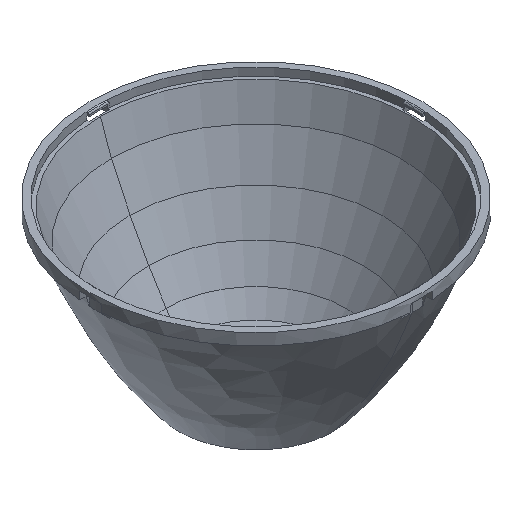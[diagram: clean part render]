
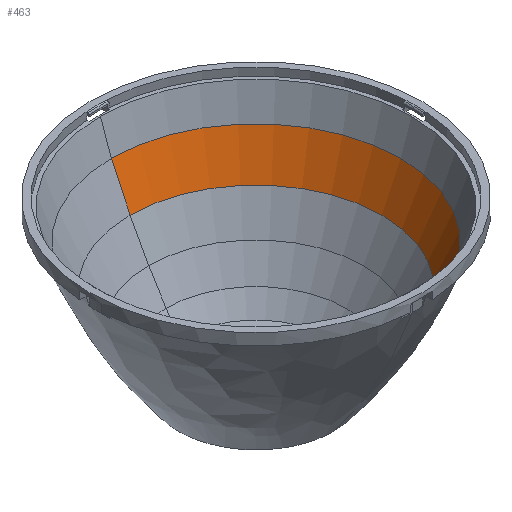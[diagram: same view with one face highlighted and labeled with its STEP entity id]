
A CAD part, isometric view. The second image highlights one B-rep face of the part: STEP entity #463.
In plain terms, the highlighted conical face has half-angle 25.182 degrees and reference radius 32.236 mm.
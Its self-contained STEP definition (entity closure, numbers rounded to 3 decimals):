
#86 = VERTEX_POINT ( 'NONE', #2129 ) ;
#275 = CARTESIAN_POINT ( 'NONE',  ( 0., 37.034, 32.079 ) ) ;
#320 = CONICAL_SURFACE ( 'NONE', #1803, 32.236, 0.44 ) ;
#328 = VECTOR ( 'NONE', #1054, 1000. ) ;
#463 = ADVANCED_FACE ( 'NONE', ( #776 ), #320, .F. ) ;
#468 = DIRECTION ( 'NONE',  ( 0., 0., -1. ) ) ;
#490 = CARTESIAN_POINT ( 'NONE',  ( 0., -32.236, 21.875 ) ) ;
#501 = LINE ( 'NONE', #1062, #2703 ) ;
#568 = CARTESIAN_POINT ( 'NONE',  ( 0., 0., 21.875 ) ) ;
#577 = DIRECTION ( 'NONE',  ( 0., 0., 1. ) ) ;
#579 = DIRECTION ( 'NONE',  ( 0., 0.425, 0.905 ) ) ;
#587 = DIRECTION ( 'NONE',  ( 0., -1., 0. ) ) ;
#624 = ORIENTED_EDGE ( 'NONE', *, *, #1324, .F. ) ;
#635 = CARTESIAN_POINT ( 'NONE',  ( 0., 0., 32.079 ) ) ;
#669 = AXIS2_PLACEMENT_3D ( 'NONE', #635, #468, #1030 ) ;
#776 = FACE_OUTER_BOUND ( 'NONE', #1349, .T. ) ;
#997 = VERTEX_POINT ( 'NONE', #1198 ) ;
#1016 = ORIENTED_EDGE ( 'NONE', *, *, #1131, .T. ) ;
#1030 = DIRECTION ( 'NONE',  ( 0., 1., 0. ) ) ;
#1047 = CARTESIAN_POINT ( 'NONE',  ( 0., 0., 21.875 ) ) ;
#1054 = DIRECTION ( 'NONE',  ( 0., -0.425, 0.905 ) ) ;
#1062 = CARTESIAN_POINT ( 'NONE',  ( 0., 32.236, 21.875 ) ) ;
#1106 = ORIENTED_EDGE ( 'NONE', *, *, #2290, .T. ) ;
#1131 = EDGE_CURVE ( 'NONE', #86, #997, #2655, .T. ) ;
#1198 = CARTESIAN_POINT ( 'NONE',  ( 0., -32.236, 21.875 ) ) ;
#1291 = AXIS2_PLACEMENT_3D ( 'NONE', #1047, #1816, #2477 ) ;
#1324 = EDGE_CURVE ( 'NONE', #2199, #2558, #2371, .T. ) ;
#1336 = ORIENTED_EDGE ( 'NONE', *, *, #1791, .F. ) ;
#1349 = EDGE_LOOP ( 'NONE', ( #1336, #1016, #1106, #624 ) ) ;
#1399 = LINE ( 'NONE', #490, #328 ) ;
#1454 = CARTESIAN_POINT ( 'NONE',  ( 0., -37.034, 32.079 ) ) ;
#1791 = EDGE_CURVE ( 'NONE', #86, #2199, #501, .T. ) ;
#1803 = AXIS2_PLACEMENT_3D ( 'NONE', #568, #577, #587 ) ;
#1816 = DIRECTION ( 'NONE',  ( 0., 0., -1. ) ) ;
#2129 = CARTESIAN_POINT ( 'NONE',  ( 0., 32.236, 21.875 ) ) ;
#2199 = VERTEX_POINT ( 'NONE', #275 ) ;
#2290 = EDGE_CURVE ( 'NONE', #997, #2558, #1399, .T. ) ;
#2371 = CIRCLE ( 'NONE', #669, 37.034 ) ;
#2477 = DIRECTION ( 'NONE',  ( 0., 1., 0. ) ) ;
#2558 = VERTEX_POINT ( 'NONE', #1454 ) ;
#2655 = CIRCLE ( 'NONE', #1291, 32.236 ) ;
#2703 = VECTOR ( 'NONE', #579, 1000. ) ;
